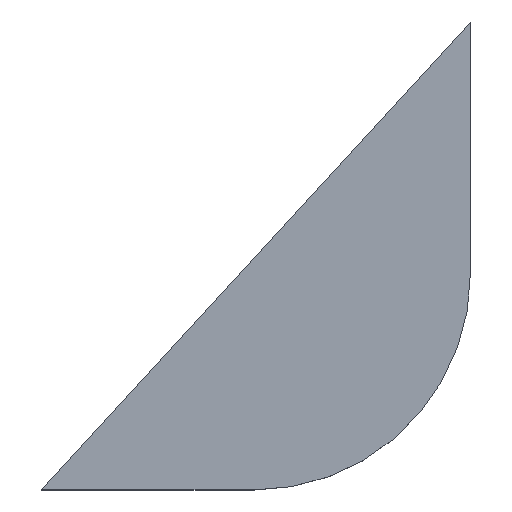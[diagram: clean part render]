
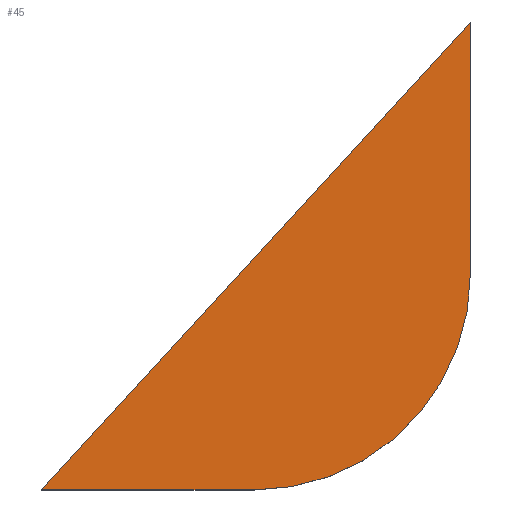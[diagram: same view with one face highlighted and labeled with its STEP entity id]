
A CAD part, top view. The second image highlights one B-rep face of the part: STEP entity #45.
In plain terms, the highlighted planar face has unit normal (0, 0, 1).
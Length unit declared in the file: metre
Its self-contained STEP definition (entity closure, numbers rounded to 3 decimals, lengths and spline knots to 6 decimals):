
#45=ADVANCED_FACE('',(#101),#102,.T.);
#101=FACE_OUTER_BOUND('',#167,.T.);
#102=PLANE('',#168);
#167=EDGE_LOOP('',(#232,#233,#234,#235));
#168=AXIS2_PLACEMENT_3D('',#236,#237,#238);
#232=ORIENTED_EDGE('',*,*,#395,.T.);
#233=ORIENTED_EDGE('',*,*,#396,.T.);
#234=ORIENTED_EDGE('',*,*,#397,.T.);
#235=ORIENTED_EDGE('',*,*,#398,.T.);
#236=CARTESIAN_POINT('',(0.037876,0.038528,0.006));
#237=DIRECTION('',(0.0,0.0,1.0));
#238=DIRECTION('',(1.0,0.0,0.0));
#395=EDGE_CURVE('',#463,#464,#465,.T.);
#396=EDGE_CURVE('',#464,#466,#467,.T.);
#397=EDGE_CURVE('',#466,#468,#469,.T.);
#398=EDGE_CURVE('',#468,#463,#470,.T.);
#463=VERTEX_POINT('',#559);
#464=VERTEX_POINT('',#560);
#465=CIRCLE('',#561,0.038528);
#466=VERTEX_POINT('',#562);
#467=LINE('',#563,#564);
#468=VERTEX_POINT('',#565);
#469=LINE('',#566,#567);
#470=LINE('',#568,#569);
#559=CARTESIAN_POINT('',(0.037876,0.0,0.006));
#560=CARTESIAN_POINT('',(0.076404,0.038528,0.006));
#561=AXIS2_PLACEMENT_3D('',#682,#683,#684);
#562=CARTESIAN_POINT('',(0.076404,0.083364,0.006));
#563=CARTESIAN_POINT('',(0.076404,0.038528,0.006));
#564=VECTOR('',#685,1.0);
#565=CARTESIAN_POINT('',(0.0,0.0,0.006));
#566=CARTESIAN_POINT('',(0.0,0.0,0.006));
#567=VECTOR('',#686,1.0);
#568=CARTESIAN_POINT('',(0.0,0.0,0.006));
#569=VECTOR('',#687,1.0);
#682=CARTESIAN_POINT('',(0.037876,0.038528,0.006));
#683=DIRECTION('',(0.0,0.0,1.0));
#684=DIRECTION('',(1.0,0.0,0.0));
#685=DIRECTION('',(0.0,1.0,0.0));
#686=DIRECTION('',(-0.676,-0.737,0.0));
#687=DIRECTION('',(1.0,0.0,0.0));
